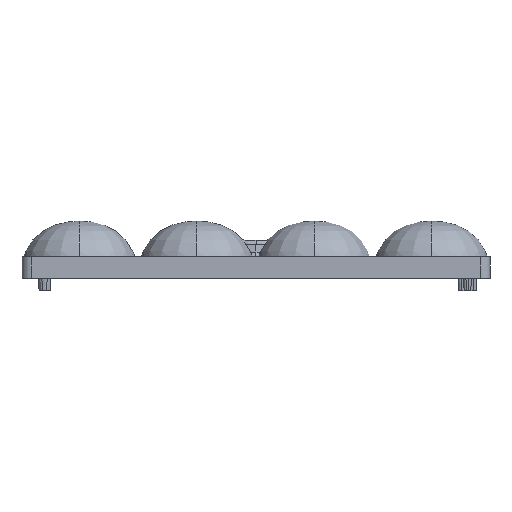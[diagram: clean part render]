
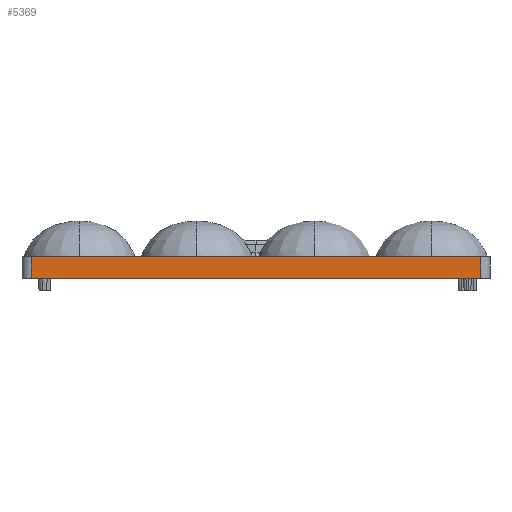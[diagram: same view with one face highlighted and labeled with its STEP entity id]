
A CAD part, left-side view. The second image highlights one B-rep face of the part: STEP entity #5369.
In plain terms, the highlighted planar face has unit normal (-1, 0, 0).
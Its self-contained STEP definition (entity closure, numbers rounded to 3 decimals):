
#165=DIRECTION('',(0.,0.,1.));
#166=VECTOR('',#165,2.304);
#167=CARTESIAN_POINT('',(-10.9,-17.7,0.));
#168=LINE('',#167,#166);
#174=DIRECTION('',(0.,1.,0.));
#175=VECTOR('',#174,47.8);
#176=CARTESIAN_POINT('',(-10.9,-17.7,2.304));
#177=LINE('',#176,#175);
#719=DIRECTION('',(0.,1.,0.));
#720=VECTOR('',#719,47.8);
#721=CARTESIAN_POINT('',(-10.9,-17.7,0.));
#722=LINE('',#721,#720);
#723=DIRECTION('',(0.,0.,-1.));
#724=VECTOR('',#723,2.304);
#725=CARTESIAN_POINT('',(-10.9,30.1,2.304));
#726=LINE('',#725,#724);
#3709=CARTESIAN_POINT('',(-10.9,-17.7,0.));
#3711=VERTEX_POINT('',#3709);
#3723=CARTESIAN_POINT('',(-10.9,30.1,0.));
#3724=VERTEX_POINT('',#3723);
#3815=CARTESIAN_POINT('',(-10.9,-17.7,2.304));
#3817=VERTEX_POINT('',#3815);
#3818=CARTESIAN_POINT('',(-10.9,30.1,2.304));
#3819=VERTEX_POINT('',#3818);
#5357=CARTESIAN_POINT('',(-10.9,-18.7,0.));
#5358=DIRECTION('',(-1.,0.,0.));
#5359=DIRECTION('',(0.,1.,0.));
#5360=AXIS2_PLACEMENT_3D('',#5357,#5358,#5359);
#5361=PLANE('',#5360);
#5362=ORIENTED_EDGE('',*,*,#4953,.F.);
#5363=ORIENTED_EDGE('',*,*,#4816,.T.);
#5365=ORIENTED_EDGE('',*,*,#5364,.F.);
#5366=ORIENTED_EDGE('',*,*,#4964,.F.);
#5367=EDGE_LOOP('',(#5362,#5363,#5365,#5366));
#5368=FACE_OUTER_BOUND('',#5367,.F.);
#4816=EDGE_CURVE('',#3711,#3724,#722,.T.);
#4953=EDGE_CURVE('',#3711,#3817,#168,.T.);
#4964=EDGE_CURVE('',#3817,#3819,#177,.T.);
#5364=EDGE_CURVE('',#3819,#3724,#726,.T.);
#5369=ADVANCED_FACE('',(#5368),#5361,.T.);
